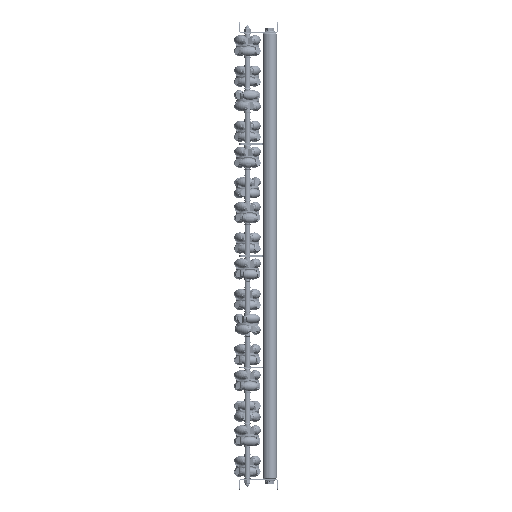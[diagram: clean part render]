
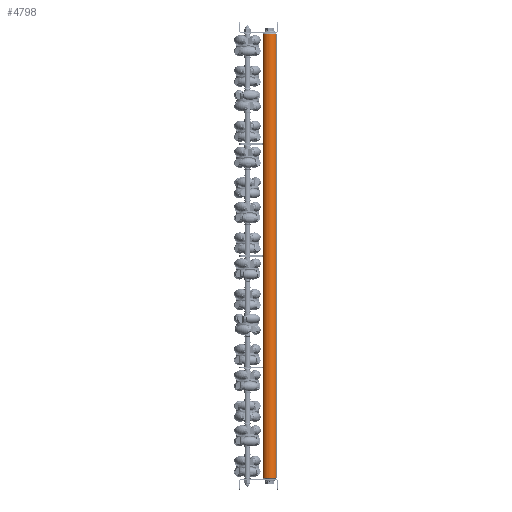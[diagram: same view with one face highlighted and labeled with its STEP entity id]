
A CAD part, left-side view. The second image highlights one B-rep face of the part: STEP entity #4798.
In plain terms, the highlighted cylindrical face has radius 12.5 mm (diameter 25 mm), a partial arc.
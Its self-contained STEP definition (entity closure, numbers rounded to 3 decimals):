
#72 = DIRECTION ( 'NONE',  ( 0., 0., -1. ) ) ;
#217 = AXIS2_PLACEMENT_3D ( 'NONE', #21965, #10149, #1740 ) ;
#752 = VERTEX_POINT ( 'NONE', #9153 ) ;
#1041 = AXIS2_PLACEMENT_3D ( 'NONE', #15680, #23732, #5717 ) ;
#1498 = VERTEX_POINT ( 'NONE', #8559 ) ;
#1740 = DIRECTION ( 'NONE',  ( 0., 0., 1. ) ) ;
#3239 = LINE ( 'NONE', #25340, #18136 ) ;
#4049 = EDGE_LOOP ( 'NONE', ( #20889, #16526, #6236, #18474 ) ) ;
#4302 = EDGE_CURVE ( 'NONE', #6197, #12202, #18260, .T. ) ;
#4798 = ADVANCED_FACE ( 'NONE', ( #14072 ), #11980, .T. ) ;
#5717 = DIRECTION ( 'NONE',  ( 0., 0., -1. ) ) ;
#6197 = VERTEX_POINT ( 'NONE', #6854 ) ;
#6236 = ORIENTED_EDGE ( 'NONE', *, *, #8149, .T. ) ;
#6854 = CARTESIAN_POINT ( 'NONE',  ( 799., 0., -12.5 ) ) ;
#7650 = CIRCLE ( 'NONE', #14270, 12.5 ) ;
#8149 = EDGE_CURVE ( 'NONE', #12202, #752, #3239, .T. ) ;
#8394 = CARTESIAN_POINT ( 'NONE',  ( 800., 0., -12.5 ) ) ;
#8559 = CARTESIAN_POINT ( 'NONE',  ( 1., 0., -12.5 ) ) ;
#8667 = DIRECTION ( 'NONE',  ( -1., 0., 0. ) ) ;
#9054 = DIRECTION ( 'NONE',  ( -1., 0., 0. ) ) ;
#9153 = CARTESIAN_POINT ( 'NONE',  ( 1., 0., 12.5 ) ) ;
#9609 = EDGE_CURVE ( 'NONE', #752, #1498, #7650, .T. ) ;
#10149 = DIRECTION ( 'NONE',  ( -1., 0., 0. ) ) ;
#10749 = LINE ( 'NONE', #8394, #24315 ) ;
#11980 = CYLINDRICAL_SURFACE ( 'NONE', #217, 12.5 ) ;
#12202 = VERTEX_POINT ( 'NONE', #12502 ) ;
#12502 = CARTESIAN_POINT ( 'NONE',  ( 799., 0., 12.5 ) ) ;
#14072 = FACE_OUTER_BOUND ( 'NONE', #4049, .T. ) ;
#14270 = AXIS2_PLACEMENT_3D ( 'NONE', #22739, #15953, #72 ) ;
#15680 = CARTESIAN_POINT ( 'NONE',  ( 799., 0., 0. ) ) ;
#15953 = DIRECTION ( 'NONE',  ( 1., 0., 0. ) ) ;
#16014 = EDGE_CURVE ( 'NONE', #6197, #1498, #10749, .T. ) ;
#16526 = ORIENTED_EDGE ( 'NONE', *, *, #4302, .T. ) ;
#18136 = VECTOR ( 'NONE', #9054, 1000. ) ;
#18260 = CIRCLE ( 'NONE', #1041, 12.5 ) ;
#18474 = ORIENTED_EDGE ( 'NONE', *, *, #9609, .T. ) ;
#20889 = ORIENTED_EDGE ( 'NONE', *, *, #16014, .F. ) ;
#21965 = CARTESIAN_POINT ( 'NONE',  ( 800., 0., 0. ) ) ;
#22739 = CARTESIAN_POINT ( 'NONE',  ( 1., 0., 0. ) ) ;
#23732 = DIRECTION ( 'NONE',  ( -1., 0., 0. ) ) ;
#24315 = VECTOR ( 'NONE', #8667, 1000. ) ;
#25340 = CARTESIAN_POINT ( 'NONE',  ( 800., 0., 12.5 ) ) ;
